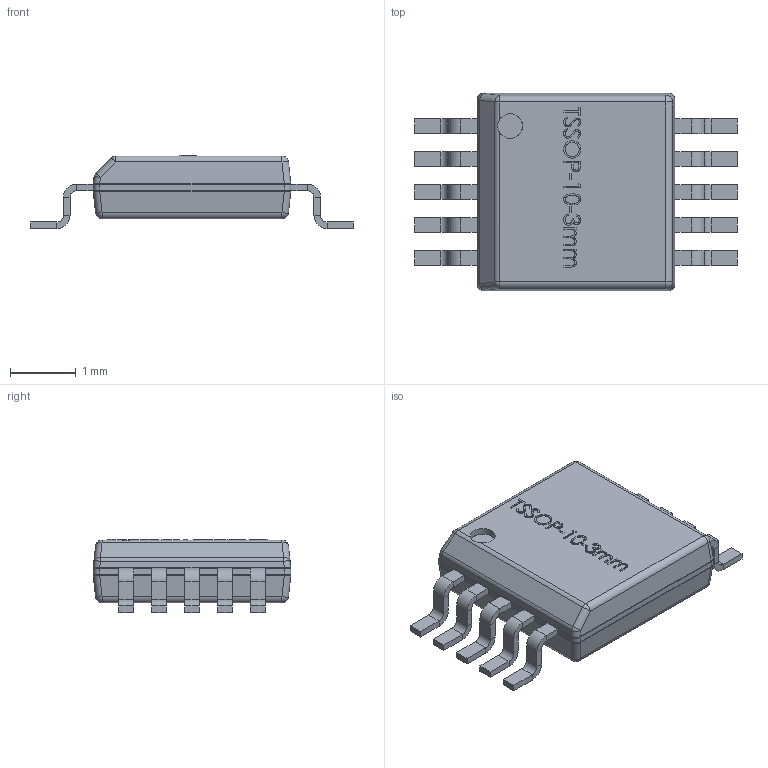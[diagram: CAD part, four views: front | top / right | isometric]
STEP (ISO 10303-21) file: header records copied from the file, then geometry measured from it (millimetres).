
FILE_DESCRIPTION (( 'STEP AP214' ), '1' );
FILE_NAME ('TSSOP-10-3mm.STEP', '2025-08-17T11:08:11', ( '' ), ( '' ), 'SwSTEP 2.0', 'SolidWorks 2022', '' );
FILE_SCHEMA (( 'AUTOMOTIVE_DESIGN' ));
Length unit declared in the file: millimetre
Products named in the file (1): TSSOP-10-3mm
Bounding box: 4.9 x 3 x 1.11 mm (x, y, z)
Surface area: 36.8 mm2 (no closed solid volume)
Topology: 0 solids, 12 shells, 447 faces, 1007 edges, 598 vertices
Faces by surface type: plane 271, bspline 93, cylinder 73, sphere 10
Entity records: 22362 total; most frequent: CARTESIAN_POINT 8063, ORIENTED_EDGE 2012, DIRECTION 1625, EDGE_CURVE 1007, VECTOR 687, LINE 687, VERTEX_POINT 598, AXIS2_PLACEMENT_3D 469
